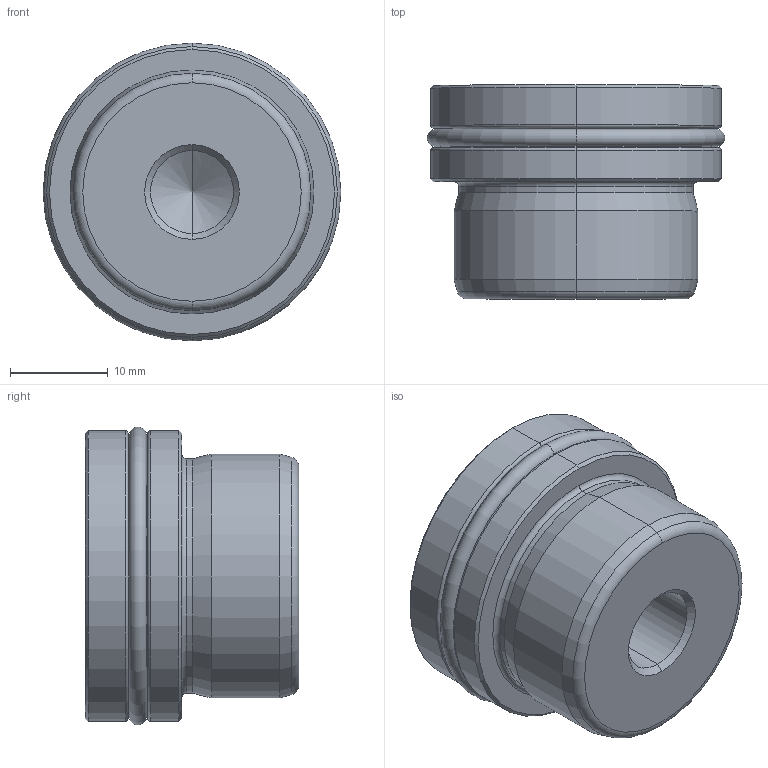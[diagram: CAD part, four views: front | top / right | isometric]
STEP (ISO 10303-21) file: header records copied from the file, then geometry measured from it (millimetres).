
FILE_DESCRIPTION (( 'STEP AP214' ), '1' );
FILE_NAME ('804 267 Nippelbefestigungsvariante D 040-322-02.STEP', '2014-03-26T07:04:36', ( '' ), ( '' ), 'SwSTEP 2.0', 'SolidWorks 2013', '' );
FILE_SCHEMA (( 'AUTOMOTIVE_DESIGN' ));
Length unit declared in the file: millimetre
Products named in the file (1): 804 267 Nippelbefestigungsvariante D  040-322-02
Bounding box: 30.51 x 21.9 x 30.51 mm (x, y, z)
Volume: 11467.5 mm3; surface area: 4205.7 mm2
Topology: 1 solids, 1 shells, 55 faces, 114 edges, 61 vertices
Faces by surface type: cone 20, cylinder 16, torus 14, plane 5
Entity records: 1466 total; most frequent: DIRECTION 292, CARTESIAN_POINT 225, ORIENTED_EDGE 216, AXIS2_PLACEMENT_3D 128, EDGE_CURVE 108, CIRCLE 72, EDGE_LOOP 61, VERTEX_POINT 61
